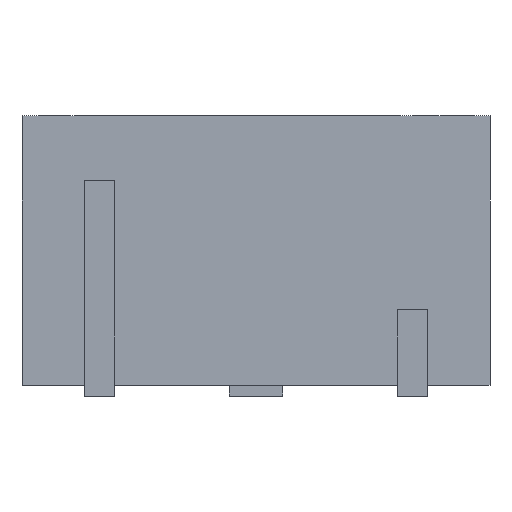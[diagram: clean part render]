
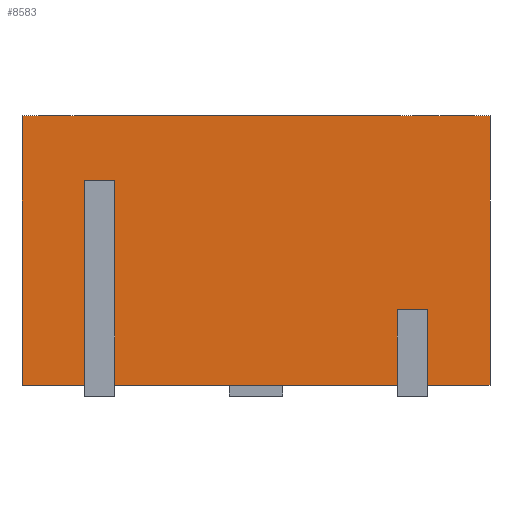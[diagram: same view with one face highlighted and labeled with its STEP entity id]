
A CAD part, front view. The second image highlights one B-rep face of the part: STEP entity #8583.
In plain terms, the highlighted planar face has unit normal (0, -1, 0).
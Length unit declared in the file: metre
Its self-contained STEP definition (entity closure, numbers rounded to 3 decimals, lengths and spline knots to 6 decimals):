
#326=LINE('',#14564,#1021);
#415=LINE('',#15320,#1110);
#416=LINE('',#15323,#1111);
#417=LINE('',#15325,#1112);
#418=LINE('',#15327,#1113);
#419=LINE('',#15329,#1114);
#420=LINE('',#15331,#1115);
#421=LINE('',#15333,#1116);
#422=LINE('',#15335,#1117);
#423=LINE('',#15337,#1118);
#424=LINE('',#15339,#1119);
#425=LINE('',#15340,#1120);
#1021=VECTOR('',#12503,1.);
#1110=VECTOR('',#12808,1.);
#1111=VECTOR('',#12809,1.);
#1112=VECTOR('',#12810,1.);
#1113=VECTOR('',#12811,1.);
#1114=VECTOR('',#12812,1.);
#1115=VECTOR('',#12813,1.);
#1116=VECTOR('',#12814,1.);
#1117=VECTOR('',#12815,1.);
#1118=VECTOR('',#12816,1.);
#1119=VECTOR('',#12817,1.);
#1120=VECTOR('',#12818,1.);
#2376=ORIENTED_EDGE('',*,*,#4950,.F.);
#2377=ORIENTED_EDGE('',*,*,#4951,.T.);
#2378=ORIENTED_EDGE('',*,*,#4952,.F.);
#2379=ORIENTED_EDGE('',*,*,#4953,.F.);
#2380=ORIENTED_EDGE('',*,*,#4954,.F.);
#2381=ORIENTED_EDGE('',*,*,#4955,.T.);
#2382=ORIENTED_EDGE('',*,*,#4956,.F.);
#2383=ORIENTED_EDGE('',*,*,#4957,.F.);
#2384=ORIENTED_EDGE('',*,*,#4958,.F.);
#2385=ORIENTED_EDGE('',*,*,#4959,.F.);
#2386=ORIENTED_EDGE('',*,*,#4663,.T.);
#2387=ORIENTED_EDGE('',*,*,#4960,.T.);
#4663=EDGE_CURVE('',#5948,#5950,#326,.T.);
#4950=EDGE_CURVE('',#6237,#6238,#415,.T.);
#4951=EDGE_CURVE('',#6237,#6239,#416,.T.);
#4952=EDGE_CURVE('',#6240,#6239,#417,.T.);
#4953=EDGE_CURVE('',#6241,#6240,#418,.T.);
#4954=EDGE_CURVE('',#6242,#6241,#419,.T.);
#4955=EDGE_CURVE('',#6242,#6243,#420,.T.);
#4956=EDGE_CURVE('',#6244,#6243,#421,.T.);
#4957=EDGE_CURVE('',#6245,#6244,#422,.T.);
#4958=EDGE_CURVE('',#6246,#6245,#423,.T.);
#4959=EDGE_CURVE('',#5948,#6246,#424,.T.);
#4960=EDGE_CURVE('',#5950,#6238,#425,.T.);
#5948=VERTEX_POINT('',#14559);
#5950=VERTEX_POINT('',#14563);
#6237=VERTEX_POINT('',#15321);
#6238=VERTEX_POINT('',#15322);
#6239=VERTEX_POINT('',#15324);
#6240=VERTEX_POINT('',#15326);
#6241=VERTEX_POINT('',#15328);
#6242=VERTEX_POINT('',#15330);
#6243=VERTEX_POINT('',#15332);
#6244=VERTEX_POINT('',#15334);
#6245=VERTEX_POINT('',#15336);
#6246=VERTEX_POINT('',#15338);
#7029=EDGE_LOOP('',(#2376,#2377,#2378,#2379,#2380,#2381,#2382,#2383,#2384,
#2385,#2386,#2387));
#7508=FACE_BOUND('',#7029,.T.);
#7969=PLANE('',#11928);
#8583=ADVANCED_FACE('',(#7508),#7969,.T.);
#11928=AXIS2_PLACEMENT_3D('',#15319,#12806,#12807);
#12503=DIRECTION('',(-1.,0.,0.));
#12806=DIRECTION('',(0.,-1.,0.));
#12807=DIRECTION('',(0.,0.,-1.));
#12808=DIRECTION('',(-1.,0.,0.));
#12809=DIRECTION('',(0.,0.,1.));
#12810=DIRECTION('',(-1.,0.,0.));
#12811=DIRECTION('',(0.,0.,1.));
#12812=DIRECTION('',(-1.,0.,0.));
#12813=DIRECTION('',(0.,0.,1.));
#12814=DIRECTION('',(-1.,0.,0.));
#12815=DIRECTION('',(0.,0.,1.));
#12816=DIRECTION('',(-1.,0.,0.));
#12817=DIRECTION('',(0.,0.,-1.));
#12818=DIRECTION('',(0.,0.,-1.));
#14559=CARTESIAN_POINT('',(0.01085,-0.01075,0.0125));
#14563=CARTESIAN_POINT('',(-0.01085,-0.01075,0.0125));
#14564=CARTESIAN_POINT('',(0.,-0.01075,0.0125));
#15319=CARTESIAN_POINT('',(0.,-0.01075,0.0125));
#15320=CARTESIAN_POINT('',(0.,-0.01075,0.));
#15321=CARTESIAN_POINT('',(-0.00795,-0.01075,0.));
#15322=CARTESIAN_POINT('',(-0.01085,-0.01075,0.));
#15323=CARTESIAN_POINT('',(-0.00795,-0.01075,0.0125));
#15324=CARTESIAN_POINT('',(-0.00795,-0.01075,0.0095));
#15325=CARTESIAN_POINT('',(0.,-0.01075,0.0095));
#15326=CARTESIAN_POINT('',(-0.00655,-0.01075,0.0095));
#15327=CARTESIAN_POINT('',(-0.00655,-0.01075,0.0125));
#15328=CARTESIAN_POINT('',(-0.00655,-0.01075,0.));
#15329=CARTESIAN_POINT('',(0.,-0.01075,0.));
#15330=CARTESIAN_POINT('',(0.00655,-0.01075,0.));
#15331=CARTESIAN_POINT('',(0.00655,-0.01075,0.0125));
#15332=CARTESIAN_POINT('',(0.00655,-0.01075,0.0035));
#15333=CARTESIAN_POINT('',(0.,-0.01075,0.0035));
#15334=CARTESIAN_POINT('',(0.00795,-0.01075,0.0035));
#15335=CARTESIAN_POINT('',(0.00795,-0.01075,0.0125));
#15336=CARTESIAN_POINT('',(0.00795,-0.01075,0.));
#15337=CARTESIAN_POINT('',(0.,-0.01075,0.));
#15338=CARTESIAN_POINT('',(0.01085,-0.01075,0.));
#15339=CARTESIAN_POINT('',(0.01085,-0.01075,0.0125));
#15340=CARTESIAN_POINT('',(-0.01085,-0.01075,0.0125));
